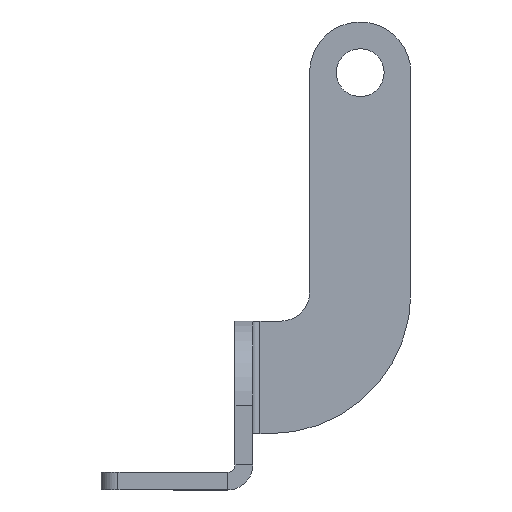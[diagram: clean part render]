
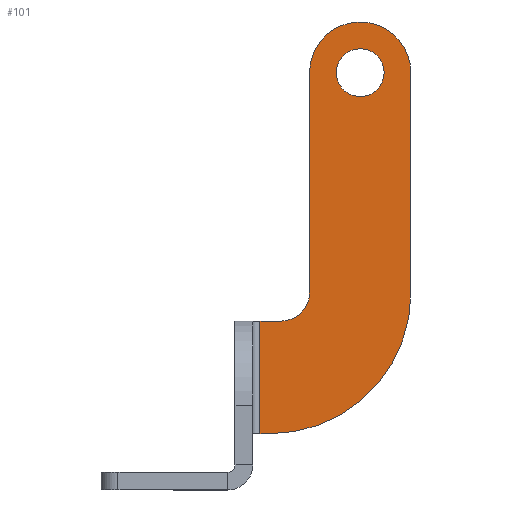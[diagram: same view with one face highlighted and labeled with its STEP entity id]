
A CAD part, front view. The second image highlights one B-rep face of the part: STEP entity #101.
In plain terms, the highlighted planar face has unit normal (0, -1, 0).
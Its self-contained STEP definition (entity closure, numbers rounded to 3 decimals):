
#4 = EDGE_CURVE ( 'NONE', #115, #725, #672, .T. ) ;
#35 = CIRCLE ( 'NONE', #713, 25. ) ;
#54 = PLANE ( 'NONE',  #935 ) ;
#62 = CARTESIAN_POINT ( 'NONE',  ( 22.013, 36.275, 31.825 ) ) ;
#72 = DIRECTION ( 'NONE',  ( 1., 0., 0. ) ) ;
#81 = LINE ( 'NONE', #1070, #448 ) ;
#101 = ADVANCED_FACE ( 'NONE', ( #963, #236 ), #54, .F. ) ;
#103 = CARTESIAN_POINT ( 'NONE',  ( 40.263, 36.275, 70.925 ) ) ;
#106 = ORIENTED_EDGE ( 'NONE', *, *, #422, .T. ) ;
#113 = CARTESIAN_POINT ( 'NONE',  ( 45.013, 36.275, 70.925 ) ) ;
#115 = VERTEX_POINT ( 'NONE', #717 ) ;
#118 = CARTESIAN_POINT ( 'NONE',  ( 36.013, 36.275, 70.925 ) ) ;
#119 = LINE ( 'NONE', #1030, #990 ) ;
#147 = CARTESIAN_POINT ( 'NONE',  ( 45.013, 36.275, 31.825 ) ) ;
#170 = ORIENTED_EDGE ( 'NONE', *, *, #396, .T. ) ;
#196 = CARTESIAN_POINT ( 'NONE',  ( 16.945, 36.275, 26.825 ) ) ;
#204 = EDGE_CURVE ( 'NONE', #849, #314, #278, .T. ) ;
#232 = DIRECTION ( 'NONE',  ( -1., 0., 0. ) ) ;
#236 = FACE_OUTER_BOUND ( 'NONE', #479, .T. ) ;
#247 = EDGE_CURVE ( 'NONE', #255, #427, #657, .T. ) ;
#250 = ORIENTED_EDGE ( 'NONE', *, *, #979, .T. ) ;
#253 = VERTEX_POINT ( 'NONE', #984 ) ;
#255 = VERTEX_POINT ( 'NONE', #103 ) ;
#256 = VECTOR ( 'NONE', #820, 1000. ) ;
#276 = ORIENTED_EDGE ( 'NONE', *, *, #404, .T. ) ;
#278 = LINE ( 'NONE', #569, #256 ) ;
#293 = DIRECTION ( 'NONE',  ( 0., -1., 0. ) ) ;
#314 = VERTEX_POINT ( 'NONE', #372 ) ;
#318 = DIRECTION ( 'NONE',  ( 0., 1., 0. ) ) ;
#328 = DIRECTION ( 'NONE',  ( 1., 0., 0. ) ) ;
#330 = DIRECTION ( 'NONE',  ( 1., 0., 0. ) ) ;
#331 = ORIENTED_EDGE ( 'NONE', *, *, #247, .F. ) ;
#339 = ORIENTED_EDGE ( 'NONE', *, *, #494, .F. ) ;
#348 = ORIENTED_EDGE ( 'NONE', *, *, #466, .T. ) ;
#368 = LINE ( 'NONE', #196, #401 ) ;
#372 = CARTESIAN_POINT ( 'NONE',  ( 18.215, 36.275, 26.825 ) ) ;
#382 = AXIS2_PLACEMENT_3D ( 'NONE', #779, #451, #942 ) ;
#387 = VERTEX_POINT ( 'NONE', #113 ) ;
#396 = EDGE_CURVE ( 'NONE', #665, #484, #35, .T. ) ;
#401 = VECTOR ( 'NONE', #697, 1000. ) ;
#404 = EDGE_CURVE ( 'NONE', #387, #253, #784, .T. ) ;
#422 = EDGE_CURVE ( 'NONE', #849, #665, #81, .T. ) ;
#427 = VERTEX_POINT ( 'NONE', #634 ) ;
#448 = VECTOR ( 'NONE', #328, 1000. ) ;
#451 = DIRECTION ( 'NONE',  ( 0., 1., 0. ) ) ;
#453 = DIRECTION ( 'NONE',  ( 0., -1., 0. ) ) ;
#466 = EDGE_CURVE ( 'NONE', #253, #115, #722, .T. ) ;
#479 = EDGE_LOOP ( 'NONE', ( #488, #106, #170, #250, #276, #348, #620, #492 ) ) ;
#480 = DIRECTION ( 'NONE',  ( 0., -1., 0. ) ) ;
#484 = VERTEX_POINT ( 'NONE', #147 ) ;
#488 = ORIENTED_EDGE ( 'NONE', *, *, #204, .F. ) ;
#492 = ORIENTED_EDGE ( 'NONE', *, *, #515, .T. ) ;
#494 = EDGE_CURVE ( 'NONE', #427, #255, #535, .T. ) ;
#515 = EDGE_CURVE ( 'NONE', #725, #314, #368, .T. ) ;
#516 = AXIS2_PLACEMENT_3D ( 'NONE', #645, #480, #72 ) ;
#535 = CIRCLE ( 'NONE', #516, 4.25 ) ;
#569 = CARTESIAN_POINT ( 'NONE',  ( 18.215, 36.275, 6.825 ) ) ;
#620 = ORIENTED_EDGE ( 'NONE', *, *, #4, .T. ) ;
#634 = CARTESIAN_POINT ( 'NONE',  ( 31.763, 36.275, 70.925 ) ) ;
#638 = CARTESIAN_POINT ( 'NONE',  ( 27.013, 36.275, 70.925 ) ) ;
#645 = CARTESIAN_POINT ( 'NONE',  ( 36.013, 36.275, 70.925 ) ) ;
#651 = CARTESIAN_POINT ( 'NONE',  ( 22.013, 36.275, 26.825 ) ) ;
#657 = CIRCLE ( 'NONE', #866, 4.25 ) ;
#665 = VERTEX_POINT ( 'NONE', #808 ) ;
#672 = CIRCLE ( 'NONE', #382, 5. ) ;
#697 = DIRECTION ( 'NONE',  ( -1., 0., 0. ) ) ;
#702 = DIRECTION ( 'NONE',  ( 1., 0., 0. ) ) ;
#713 = AXIS2_PLACEMENT_3D ( 'NONE', #949, #453, #702 ) ;
#717 = CARTESIAN_POINT ( 'NONE',  ( 27.013, 36.275, 31.825 ) ) ;
#722 = LINE ( 'NONE', #638, #819 ) ;
#725 = VERTEX_POINT ( 'NONE', #651 ) ;
#779 = CARTESIAN_POINT ( 'NONE',  ( 22.013, 36.275, 31.825 ) ) ;
#782 = EDGE_LOOP ( 'NONE', ( #331, #339 ) ) ;
#784 = CIRCLE ( 'NONE', #954, 9. ) ;
#787 = DIRECTION ( 'NONE',  ( 0., 0., 1. ) ) ;
#792 = DIRECTION ( 'NONE',  ( 1., 0., 0. ) ) ;
#808 = CARTESIAN_POINT ( 'NONE',  ( 20.013, 36.275, 6.825 ) ) ;
#819 = VECTOR ( 'NONE', #970, 1000. ) ;
#820 = DIRECTION ( 'NONE',  ( 0., 0., 1. ) ) ;
#849 = VERTEX_POINT ( 'NONE', #912 ) ;
#866 = AXIS2_PLACEMENT_3D ( 'NONE', #999, #1068, #330 ) ;
#912 = CARTESIAN_POINT ( 'NONE',  ( 18.215, 36.275, 6.825 ) ) ;
#935 = AXIS2_PLACEMENT_3D ( 'NONE', #62, #318, #232 ) ;
#942 = DIRECTION ( 'NONE',  ( -1., 0., 0. ) ) ;
#949 = CARTESIAN_POINT ( 'NONE',  ( 20.013, 36.275, 31.825 ) ) ;
#954 = AXIS2_PLACEMENT_3D ( 'NONE', #118, #293, #792 ) ;
#963 = FACE_BOUND ( 'NONE', #782, .T. ) ;
#970 = DIRECTION ( 'NONE',  ( 0., 0., -1. ) ) ;
#979 = EDGE_CURVE ( 'NONE', #484, #387, #119, .T. ) ;
#984 = CARTESIAN_POINT ( 'NONE',  ( 27.013, 36.275, 70.925 ) ) ;
#990 = VECTOR ( 'NONE', #787, 1000. ) ;
#999 = CARTESIAN_POINT ( 'NONE',  ( 36.013, 36.275, 70.925 ) ) ;
#1030 = CARTESIAN_POINT ( 'NONE',  ( 45.013, 36.275, 31.825 ) ) ;
#1068 = DIRECTION ( 'NONE',  ( 0., -1., 0. ) ) ;
#1070 = CARTESIAN_POINT ( 'NONE',  ( 20.013, 36.275, 6.825 ) ) ;
